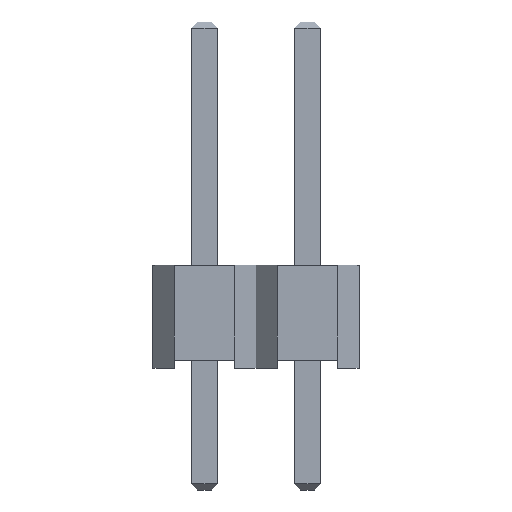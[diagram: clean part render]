
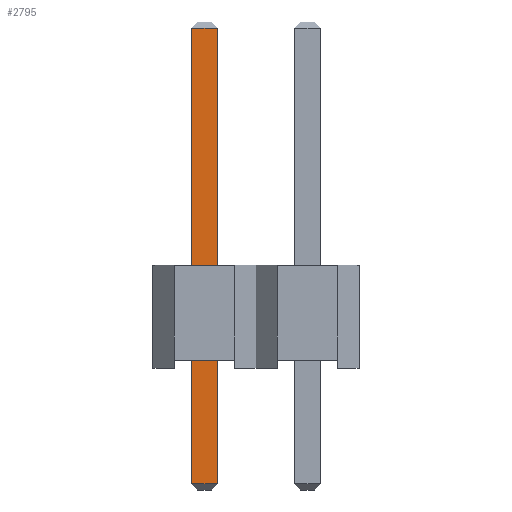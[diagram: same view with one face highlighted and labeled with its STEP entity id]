
A CAD part, front view. The second image highlights one B-rep face of the part: STEP entity #2795.
In plain terms, the highlighted planar face has unit normal (0, -1, 0).
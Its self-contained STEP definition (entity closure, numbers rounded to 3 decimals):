
#2383 = PLANE('',#2384);
#2384 = AXIS2_PLACEMENT_3D('',#2385,#2386,#2387);
#2385 = CARTESIAN_POINT('',(-0.32,-0.32,-3.));
#2386 = DIRECTION('',(-1.,0.,0.));
#2387 = DIRECTION('',(0.,1.,0.));
#2439 = PLANE('',#2440);
#2440 = AXIS2_PLACEMENT_3D('',#2441,#2442,#2443);
#2441 = CARTESIAN_POINT('',(0.32,0.32,-3.));
#2442 = DIRECTION('',(1.,0.,0.));
#2443 = DIRECTION('',(0.,-1.,0.));
#2480 = EDGE_CURVE('',#2481,#2483,#2485,.T.);
#2481 = VERTEX_POINT('',#2482);
#2482 = CARTESIAN_POINT('',(-0.32,-0.32,-2.85));
#2483 = VERTEX_POINT('',#2484);
#2484 = CARTESIAN_POINT('',(-0.32,-0.32,8.39));
#2485 = SURFACE_CURVE('',#2486,(#2490,#2497),.PCURVE_S1.);
#2486 = LINE('',#2487,#2488);
#2487 = CARTESIAN_POINT('',(-0.32,-0.32,-3.));
#2488 = VECTOR('',#2489,1.);
#2489 = DIRECTION('',(0.,0.,1.));
#2490 = PCURVE('',#2383,#2491);
#2491 = DEFINITIONAL_REPRESENTATION('',(#2492),#2496);
#2492 = LINE('',#2493,#2494);
#2493 = CARTESIAN_POINT('',(0.,0.));
#2494 = VECTOR('',#2495,1.);
#2495 = DIRECTION('',(0.,-1.));
#2496 = ( GEOMETRIC_REPRESENTATION_CONTEXT(2) 
PARAMETRIC_REPRESENTATION_CONTEXT() REPRESENTATION_CONTEXT('2D SPACE',''
  ) );
#2497 = PCURVE('',#2498,#2503);
#2498 = PLANE('',#2499);
#2499 = AXIS2_PLACEMENT_3D('',#2500,#2501,#2502);
#2500 = CARTESIAN_POINT('',(0.32,-0.32,-3.));
#2501 = DIRECTION('',(0.,-1.,0.));
#2502 = DIRECTION('',(-1.,0.,0.));
#2503 = DEFINITIONAL_REPRESENTATION('',(#2504),#2508);
#2504 = LINE('',#2505,#2506);
#2505 = CARTESIAN_POINT('',(0.64,0.));
#2506 = VECTOR('',#2507,1.);
#2507 = DIRECTION('',(0.,-1.));
#2508 = ( GEOMETRIC_REPRESENTATION_CONTEXT(2) 
PARAMETRIC_REPRESENTATION_CONTEXT() REPRESENTATION_CONTEXT('2D SPACE',''
  ) );
#2730 = VERTEX_POINT('',#2731);
#2731 = CARTESIAN_POINT('',(0.32,-0.32,8.39));
#2752 = EDGE_CURVE('',#2753,#2730,#2755,.T.);
#2753 = VERTEX_POINT('',#2754);
#2754 = CARTESIAN_POINT('',(0.32,-0.32,-2.85));
#2755 = SURFACE_CURVE('',#2756,(#2760,#2767),.PCURVE_S1.);
#2756 = LINE('',#2757,#2758);
#2757 = CARTESIAN_POINT('',(0.32,-0.32,-3.));
#2758 = VECTOR('',#2759,1.);
#2759 = DIRECTION('',(0.,0.,1.));
#2760 = PCURVE('',#2439,#2761);
#2761 = DEFINITIONAL_REPRESENTATION('',(#2762),#2766);
#2762 = LINE('',#2763,#2764);
#2763 = CARTESIAN_POINT('',(0.64,0.));
#2764 = VECTOR('',#2765,1.);
#2765 = DIRECTION('',(0.,-1.));
#2766 = ( GEOMETRIC_REPRESENTATION_CONTEXT(2) 
PARAMETRIC_REPRESENTATION_CONTEXT() REPRESENTATION_CONTEXT('2D SPACE',''
  ) );
#2767 = PCURVE('',#2498,#2768);
#2768 = DEFINITIONAL_REPRESENTATION('',(#2769),#2773);
#2769 = LINE('',#2770,#2771);
#2770 = CARTESIAN_POINT('',(0.,0.));
#2771 = VECTOR('',#2772,1.);
#2772 = DIRECTION('',(0.,-1.));
#2773 = ( GEOMETRIC_REPRESENTATION_CONTEXT(2) 
PARAMETRIC_REPRESENTATION_CONTEXT() REPRESENTATION_CONTEXT('2D SPACE',''
  ) );
#2795 = ADVANCED_FACE('',(#2796),#2498,.T.);
#2796 = FACE_BOUND('',#2797,.T.);
#2797 = EDGE_LOOP('',(#2798,#2799,#2825,#2826));
#2798 = ORIENTED_EDGE('',*,*,#2752,.T.);
#2799 = ORIENTED_EDGE('',*,*,#2800,.T.);
#2800 = EDGE_CURVE('',#2730,#2483,#2801,.T.);
#2801 = SURFACE_CURVE('',#2802,(#2806,#2813),.PCURVE_S1.);
#2802 = LINE('',#2803,#2804);
#2803 = CARTESIAN_POINT('',(0.32,-0.32,8.39));
#2804 = VECTOR('',#2805,1.);
#2805 = DIRECTION('',(-1.,0.,0.));
#2806 = PCURVE('',#2498,#2807);
#2807 = DEFINITIONAL_REPRESENTATION('',(#2808),#2812);
#2808 = LINE('',#2809,#2810);
#2809 = CARTESIAN_POINT('',(0.,-11.39));
#2810 = VECTOR('',#2811,1.);
#2811 = DIRECTION('',(1.,0.));
#2812 = ( GEOMETRIC_REPRESENTATION_CONTEXT(2) 
PARAMETRIC_REPRESENTATION_CONTEXT() REPRESENTATION_CONTEXT('2D SPACE',''
  ) );
#2813 = PCURVE('',#2814,#2819);
#2814 = PLANE('',#2815);
#2815 = AXIS2_PLACEMENT_3D('',#2816,#2817,#2818);
#2816 = CARTESIAN_POINT('',(0.32,-0.245,8.465));
#2817 = DIRECTION('',(0.,-0.707,0.707
    ));
#2818 = DIRECTION('',(1.,0.,0.));
#2819 = DEFINITIONAL_REPRESENTATION('',(#2820),#2824);
#2820 = LINE('',#2821,#2822);
#2821 = CARTESIAN_POINT('',(0.,-0.106));
#2822 = VECTOR('',#2823,1.);
#2823 = DIRECTION('',(-1.,0.));
#2824 = ( GEOMETRIC_REPRESENTATION_CONTEXT(2) 
PARAMETRIC_REPRESENTATION_CONTEXT() REPRESENTATION_CONTEXT('2D SPACE',''
  ) );
#2825 = ORIENTED_EDGE('',*,*,#2480,.F.);
#2826 = ORIENTED_EDGE('',*,*,#2827,.F.);
#2827 = EDGE_CURVE('',#2753,#2481,#2828,.T.);
#2828 = SURFACE_CURVE('',#2829,(#2833,#2840),.PCURVE_S1.);
#2829 = LINE('',#2830,#2831);
#2830 = CARTESIAN_POINT('',(0.32,-0.32,-2.85));
#2831 = VECTOR('',#2832,1.);
#2832 = DIRECTION('',(-1.,0.,0.));
#2833 = PCURVE('',#2498,#2834);
#2834 = DEFINITIONAL_REPRESENTATION('',(#2835),#2839);
#2835 = LINE('',#2836,#2837);
#2836 = CARTESIAN_POINT('',(0.,-0.15));
#2837 = VECTOR('',#2838,1.);
#2838 = DIRECTION('',(1.,0.));
#2839 = ( GEOMETRIC_REPRESENTATION_CONTEXT(2) 
PARAMETRIC_REPRESENTATION_CONTEXT() REPRESENTATION_CONTEXT('2D SPACE',''
  ) );
#2840 = PCURVE('',#2841,#2846);
#2841 = PLANE('',#2842);
#2842 = AXIS2_PLACEMENT_3D('',#2843,#2844,#2845);
#2843 = CARTESIAN_POINT('',(0.32,-0.245,-2.925));
#2844 = DIRECTION('',(0.,0.707,0.707));
#2845 = DIRECTION('',(1.,0.,0.));
#2846 = DEFINITIONAL_REPRESENTATION('',(#2847),#2851);
#2847 = LINE('',#2848,#2849);
#2848 = CARTESIAN_POINT('',(0.,-0.106));
#2849 = VECTOR('',#2850,1.);
#2850 = DIRECTION('',(-1.,0.));
#2851 = ( GEOMETRIC_REPRESENTATION_CONTEXT(2) 
PARAMETRIC_REPRESENTATION_CONTEXT() REPRESENTATION_CONTEXT('2D SPACE',''
  ) );
